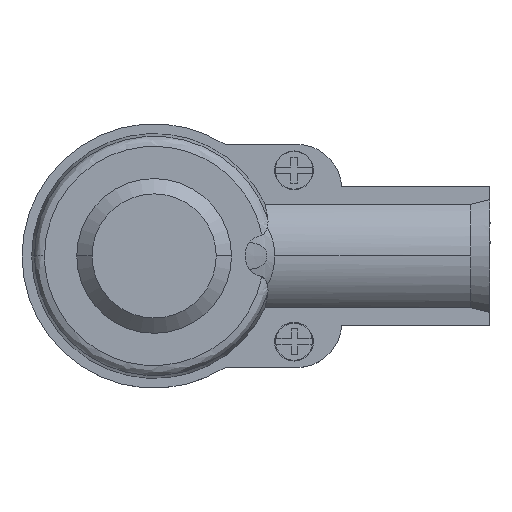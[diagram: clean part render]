
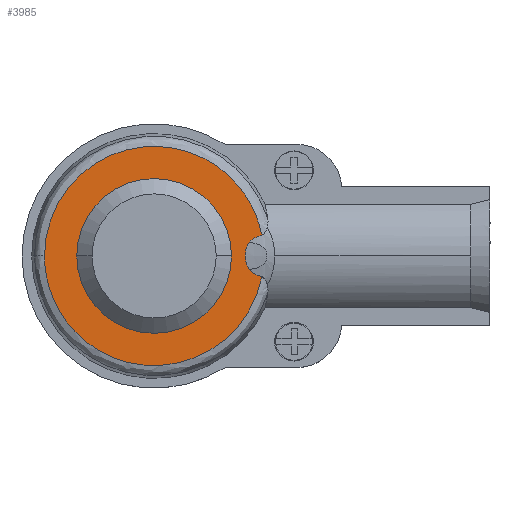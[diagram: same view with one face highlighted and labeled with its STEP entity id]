
A CAD part, top view. The second image highlights one B-rep face of the part: STEP entity #3985.
In plain terms, the highlighted planar face has unit normal (0, 0, 1).
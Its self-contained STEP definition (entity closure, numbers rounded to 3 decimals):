
#37 = DIRECTION ( 'NONE',  ( 1., 0., 0. ) ) ;
#137 =( BOUNDED_CURVE ( )  B_SPLINE_CURVE ( 3, ( #9350, #5316, #8548, #1309 ),
 .UNSPECIFIED., .F., .T. ) 
 B_SPLINE_CURVE_WITH_KNOTS ( ( 4, 4 ),
 ( 0.002, 0.5 ),
 .UNSPECIFIED. ) 
 CURVE ( )  GEOMETRIC_REPRESENTATION_ITEM ( )  RATIONAL_B_SPLINE_CURVE ( ( 1., 0.401, 0.401, 1. ) ) 
 REPRESENTATION_ITEM ( '' )  );
#263 = CARTESIAN_POINT ( 'NONE',  ( 7.448, -1.125, 2.5 ) ) ;
#501 = ORIENTED_EDGE ( 'NONE', *, *, #4282, .T. ) ;
#572 = DIRECTION ( 'NONE',  ( 0., 0., 1. ) ) ;
#713 = CARTESIAN_POINT ( 'NONE',  ( 7.392, 1.049, 2.5 ) ) ;
#969 =( BOUNDED_CURVE ( )  B_SPLINE_CURVE ( 3, ( #8117, #8564, #7619, #4415 ),
 .UNSPECIFIED., .F., .T. ) 
 B_SPLINE_CURVE_WITH_KNOTS ( ( 4, 4 ),
 ( 0.5, 0.998 ),
 .UNSPECIFIED. ) 
 CURVE ( )  GEOMETRIC_REPRESENTATION_ITEM ( )  RATIONAL_B_SPLINE_CURVE ( ( 1., 0.401, 0.401, 1. ) ) 
 REPRESENTATION_ITEM ( '' )  );
#1044 = CARTESIAN_POINT ( 'NONE',  ( 8.346, 1.609, 2.5 ) ) ;
#1087 = CARTESIAN_POINT ( 'NONE',  ( 7.392, 1.049, 2.5 ) ) ;
#1187 = CARTESIAN_POINT ( 'NONE',  ( 8.165, -1.559, 2.5 ) ) ;
#1245 = CARTESIAN_POINT ( 'NONE',  ( 8.334, -1.674, 2.5 ) ) ;
#1256 = EDGE_CURVE ( 'NONE', #2084, #5140, #9870, .T. ) ;
#1280 = CARTESIAN_POINT ( 'NONE',  ( 7.392, 1.049, 2.5 ) ) ;
#1309 = CARTESIAN_POINT ( 'NONE',  ( -8.5, 0., 2.5 ) ) ;
#1497 = VERTEX_POINT ( 'NONE', #5886 ) ;
#1521 = CARTESIAN_POINT ( 'NONE',  ( 0., 0., 2.5 ) ) ;
#1605 = ORIENTED_EDGE ( 'NONE', *, *, #5399, .T. ) ;
#1688 = DIRECTION ( 'NONE',  ( 0., 0., 1. ) ) ;
#1774 = B_SPLINE_CURVE_WITH_KNOTS ( 'NONE', 3,
 ( #2015, #1245, #6791, #2830 ),
 .UNSPECIFIED., .F., .F.,
 ( 4, 4 ),
 ( 0.998, 1. ),
 .UNSPECIFIED. ) ;
#1835 = ORIENTED_EDGE ( 'NONE', *, *, #4361, .F. ) ;
#1899 = CARTESIAN_POINT ( 'NONE',  ( 7.392, -1.049, 2.5 ) ) ;
#1956 = EDGE_LOOP ( 'NONE', ( #7560, #1835 ) ) ;
#2015 = CARTESIAN_POINT ( 'NONE',  ( 8.327, -1.706, 2.5 ) ) ;
#2084 = VERTEX_POINT ( 'NONE', #1899 ) ;
#2152 = EDGE_CURVE ( 'NONE', #1497, #7242, #6522, .T. ) ;
#2221 = CARTESIAN_POINT ( 'NONE',  ( 8.346, 1.609, 2.5 ) ) ;
#2406 = ORIENTED_EDGE ( 'NONE', *, *, #2152, .F. ) ;
#2606 = EDGE_CURVE ( 'NONE', #9385, #5354, #3575, .T. ) ;
#2651 = CARTESIAN_POINT ( 'NONE',  ( 8.346, 1.609, 2.5 ) ) ;
#2830 = CARTESIAN_POINT ( 'NONE',  ( 8.346, -1.609, 2.5 ) ) ;
#3253 = DIRECTION ( 'NONE',  ( 0., 0., 1. ) ) ;
#3382 = CARTESIAN_POINT ( 'NONE',  ( 7.392, -1.049, 2.5 ) ) ;
#3575 = CIRCLE ( 'NONE', #4309, 6. ) ;
#3687 = CARTESIAN_POINT ( 'NONE',  ( 8.346, -1.609, 2.5 ) ) ;
#3779 = CARTESIAN_POINT ( 'NONE',  ( 8.164, 1.559, 2.5 ) ) ;
#3846 = CARTESIAN_POINT ( 'NONE',  ( 7.448, 1.126, 2.5 ) ) ;
#3849 = CARTESIAN_POINT ( 'NONE',  ( 7.172, 0.747, 2.5 ) ) ;
#3985 = ADVANCED_FACE ( 'NONE', ( #5871, #4857 ), #4012, .T. ) ;
#4012 = PLANE ( 'NONE',  #4743 ) ;
#4282 = EDGE_CURVE ( 'NONE', #7048, #8700, #1774, .T. ) ;
#4309 = AXIS2_PLACEMENT_3D ( 'NONE', #1521, #1688, #37 ) ;
#4361 = EDGE_CURVE ( 'NONE', #5354, #9385, #9481, .T. ) ;
#4415 = CARTESIAN_POINT ( 'NONE',  ( 8.327, 1.706, 2.5 ) ) ;
#4510 = CARTESIAN_POINT ( 'NONE',  ( 0., 0., 2.5 ) ) ;
#4651 = CARTESIAN_POINT ( 'NONE',  ( 7.172, -0.747, 2.5 ) ) ;
#4680 = CARTESIAN_POINT ( 'NONE',  ( 6.928, 0., 2.5 ) ) ;
#4688 = B_SPLINE_CURVE_WITH_KNOTS ( 'NONE', 3,
 ( #10205, #1187, #7730, #7193, #9470, #6071, #263, #3382 ),
 .UNSPECIFIED., .F., .F.,
 ( 4, 2, 2, 4 ),
 ( 0., 0.001, 0.001, 0.001 ),
 .UNSPECIFIED. ) ;
#4743 = AXIS2_PLACEMENT_3D ( 'NONE', #6400, #3253, #8008 ) ;
#4857 = FACE_BOUND ( 'NONE', #1956, .T. ) ;
#4916 = CARTESIAN_POINT ( 'NONE',  ( 7.99, 1.493, 2.5 ) ) ;
#5014 = ORIENTED_EDGE ( 'NONE', *, *, #6296, .T. ) ;
#5084 = CARTESIAN_POINT ( 'NONE',  ( 8.334, 1.674, 2.5 ) ) ;
#5140 = VERTEX_POINT ( 'NONE', #1087 ) ;
#5167 = EDGE_LOOP ( 'NONE', ( #5461, #501, #1605, #9452, #5014, #2406, #7295 ) ) ;
#5314 = DIRECTION ( 'NONE',  ( 1., 0., 0. ) ) ;
#5316 = CARTESIAN_POINT ( 'NONE',  ( 5.502, -15.494, 2.5 ) ) ;
#5354 = VERTEX_POINT ( 'NONE', #5357 ) ;
#5357 = CARTESIAN_POINT ( 'NONE',  ( -6., 0., 2.5 ) ) ;
#5399 = EDGE_CURVE ( 'NONE', #8700, #2084, #4688, .T. ) ;
#5461 = ORIENTED_EDGE ( 'NONE', *, *, #9512, .F. ) ;
#5641 = B_SPLINE_CURVE_WITH_KNOTS ( 'NONE', 3,
 ( #1280, #3846, #7662, #8146, #10147, #4916, #3779, #1044 ),
 .UNSPECIFIED., .F., .F.,
 ( 4, 2, 2, 4 ),
 ( 0., 0., 0.001, 0.001 ),
 .UNSPECIFIED. ) ;
#5871 = FACE_OUTER_BOUND ( 'NONE', #5167, .T. ) ;
#5886 = CARTESIAN_POINT ( 'NONE',  ( 8.327, 1.706, 2.5 ) ) ;
#6071 = CARTESIAN_POINT ( 'NONE',  ( 7.516, -1.192, 2.5 ) ) ;
#6296 = EDGE_CURVE ( 'NONE', #5140, #7242, #5641, .T. ) ;
#6400 = CARTESIAN_POINT ( 'NONE',  ( 0., 0., 2.5 ) ) ;
#6487 = VERTEX_POINT ( 'NONE', #7859 ) ;
#6522 =( BOUNDED_CURVE ( )  B_SPLINE_CURVE ( 3, ( #9370, #5084, #9388, #2651 ),
 .UNSPECIFIED., .F., .T. ) 
 B_SPLINE_CURVE_WITH_KNOTS ( ( 4, 4 ),
 ( 0.998, 1. ),
 .UNSPECIFIED. ) 
 CURVE ( )  GEOMETRIC_REPRESENTATION_ITEM ( )  RATIONAL_B_SPLINE_CURVE ( ( 1., 1., 1., 1. ) ) 
 REPRESENTATION_ITEM ( '' )  );
#6791 = CARTESIAN_POINT ( 'NONE',  ( 8.34, -1.642, 2.5 ) ) ;
#7048 = VERTEX_POINT ( 'NONE', #10057 ) ;
#7193 = CARTESIAN_POINT ( 'NONE',  ( 7.742, -1.358, 2.5 ) ) ;
#7242 = VERTEX_POINT ( 'NONE', #2221 ) ;
#7295 = ORIENTED_EDGE ( 'NONE', *, *, #7834, .F. ) ;
#7560 = ORIENTED_EDGE ( 'NONE', *, *, #2606, .F. ) ;
#7619 = CARTESIAN_POINT ( 'NONE',  ( 5.502, 15.494, 2.5 ) ) ;
#7662 = CARTESIAN_POINT ( 'NONE',  ( 7.515, 1.191, 2.5 ) ) ;
#7730 = CARTESIAN_POINT ( 'NONE',  ( 7.99, -1.493, 2.5 ) ) ;
#7834 = EDGE_CURVE ( 'NONE', #6487, #1497, #969, .T. ) ;
#7859 = CARTESIAN_POINT ( 'NONE',  ( -8.5, 0., 2.5 ) ) ;
#8008 = DIRECTION ( 'NONE',  ( 1., 0., 0. ) ) ;
#8117 = CARTESIAN_POINT ( 'NONE',  ( -8.5, 0., 2.5 ) ) ;
#8146 = CARTESIAN_POINT ( 'NONE',  ( 7.662, 1.307, 2.5 ) ) ;
#8210 = CARTESIAN_POINT ( 'NONE',  ( 6., 0., 2.5 ) ) ;
#8267 = AXIS2_PLACEMENT_3D ( 'NONE', #4510, #572, #5314 ) ;
#8548 = CARTESIAN_POINT ( 'NONE',  ( -8.5, -14.074, 2.5 ) ) ;
#8564 = CARTESIAN_POINT ( 'NONE',  ( -8.5, 14.074, 2.5 ) ) ;
#8700 = VERTEX_POINT ( 'NONE', #3687 ) ;
#9350 = CARTESIAN_POINT ( 'NONE',  ( 8.327, -1.706, 2.5 ) ) ;
#9370 = CARTESIAN_POINT ( 'NONE',  ( 8.327, 1.706, 2.5 ) ) ;
#9385 = VERTEX_POINT ( 'NONE', #8210 ) ;
#9388 = CARTESIAN_POINT ( 'NONE',  ( 8.34, 1.642, 2.5 ) ) ;
#9420 = CARTESIAN_POINT ( 'NONE',  ( 7.392, -1.049, 2.5 ) ) ;
#9452 = ORIENTED_EDGE ( 'NONE', *, *, #1256, .T. ) ;
#9470 = CARTESIAN_POINT ( 'NONE',  ( 7.663, -1.308, 2.5 ) ) ;
#9481 = CIRCLE ( 'NONE', #8267, 6. ) ;
#9512 = EDGE_CURVE ( 'NONE', #7048, #6487, #137, .T. ) ;
#9870 = B_SPLINE_CURVE_WITH_KNOTS ( 'NONE', 3,
 ( #9420, #4651, #4680, #3849, #713 ),
 .UNSPECIFIED., .F., .F.,
 ( 4, 1, 4 ),
 ( 0., 0.001, 0.002 ),
 .UNSPECIFIED. ) ;
#10057 = CARTESIAN_POINT ( 'NONE',  ( 8.327, -1.706, 2.5 ) ) ;
#10147 = CARTESIAN_POINT ( 'NONE',  ( 7.743, 1.359, 2.5 ) ) ;
#10205 = CARTESIAN_POINT ( 'NONE',  ( 8.346, -1.609, 2.5 ) ) ;
